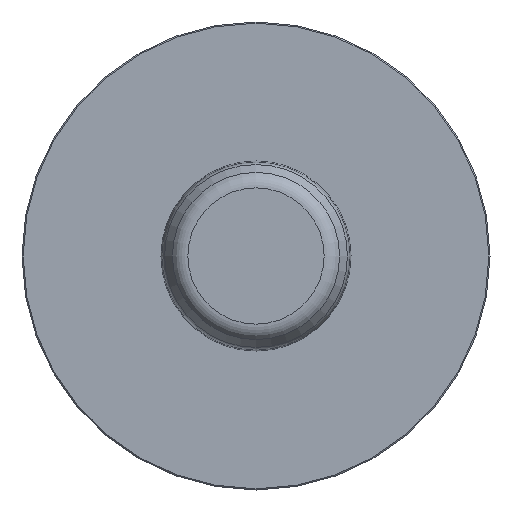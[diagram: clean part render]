
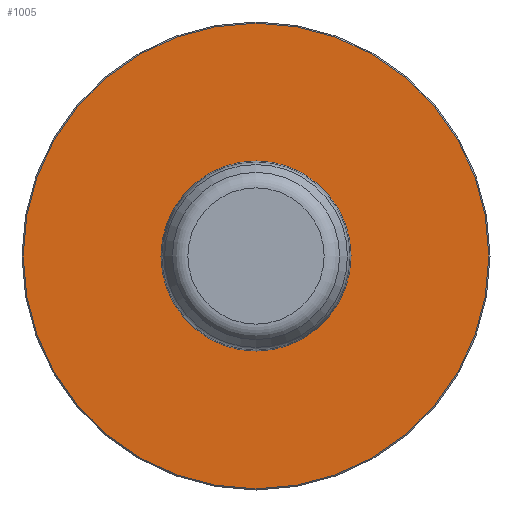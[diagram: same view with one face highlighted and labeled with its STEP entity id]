
A CAD part, front view. The second image highlights one B-rep face of the part: STEP entity #1005.
In plain terms, the highlighted planar face has unit normal (0, -1, 0).
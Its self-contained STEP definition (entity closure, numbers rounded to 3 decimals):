
#52 = DIRECTION ( 'NONE',  ( 0., 0., -1. ) ) ;
#62 = VERTEX_POINT ( 'NONE', #289 ) ;
#146 = VERTEX_POINT ( 'NONE', #1269 ) ;
#155 = EDGE_CURVE ( 'NONE', #146, #146, #1155, .T. ) ;
#160 = ORIENTED_EDGE ( 'NONE', *, *, #646, .T. ) ;
#162 = AXIS2_PLACEMENT_3D ( 'NONE', #1104, #882, #984 ) ;
#189 = CIRCLE ( 'NONE', #282, 39.2 ) ;
#282 = AXIS2_PLACEMENT_3D ( 'NONE', #1288, #1389, #52 ) ;
#289 = CARTESIAN_POINT ( 'NONE',  ( 0., 0., -39.2 ) ) ;
#413 = EDGE_LOOP ( 'NONE', ( #160 ) ) ;
#470 = DIRECTION ( 'NONE',  ( 0., 1., 0. ) ) ;
#592 = DIRECTION ( 'NONE',  ( 0., 0., 1. ) ) ;
#646 = EDGE_CURVE ( 'NONE', #62, #62, #189, .T. ) ;
#760 = FACE_OUTER_BOUND ( 'NONE', #413, .T. ) ;
#882 = DIRECTION ( 'NONE',  ( 0., -1., 0. ) ) ;
#913 = ORIENTED_EDGE ( 'NONE', *, *, #155, .T. ) ;
#947 = AXIS2_PLACEMENT_3D ( 'NONE', #1167, #470, #592 ) ;
#984 = DIRECTION ( 'NONE',  ( 0., 0., -1. ) ) ;
#992 = FACE_BOUND ( 'NONE', #1441, .T. ) ;
#1005 = ADVANCED_FACE ( 'NONE', ( #992, #760 ), #1453, .T. ) ;
#1104 = CARTESIAN_POINT ( 'NONE',  ( 13.1, 0., 0. ) ) ;
#1155 = CIRCLE ( 'NONE', #947, 16. ) ;
#1167 = CARTESIAN_POINT ( 'NONE',  ( 0., 0., 0. ) ) ;
#1269 = CARTESIAN_POINT ( 'NONE',  ( 0., 0., 16. ) ) ;
#1288 = CARTESIAN_POINT ( 'NONE',  ( 0., 0., 0. ) ) ;
#1389 = DIRECTION ( 'NONE',  ( 0., -1., 0. ) ) ;
#1441 = EDGE_LOOP ( 'NONE', ( #913 ) ) ;
#1453 = PLANE ( 'NONE',  #162 ) ;
